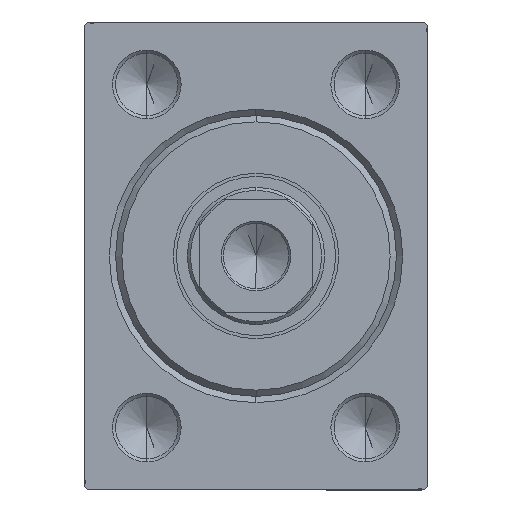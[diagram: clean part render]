
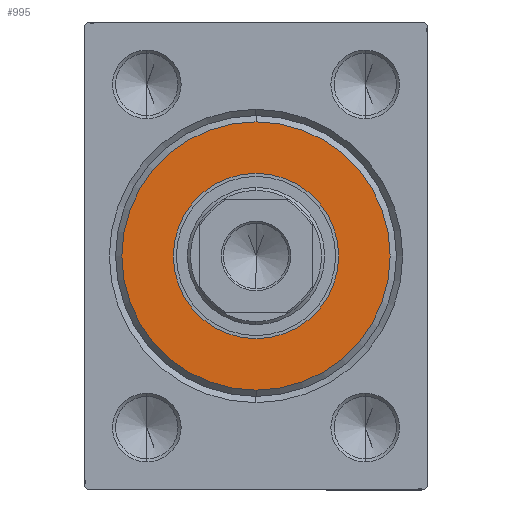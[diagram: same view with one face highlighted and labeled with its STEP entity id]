
A CAD part, left-side view. The second image highlights one B-rep face of the part: STEP entity #995.
In plain terms, the highlighted face is planar.
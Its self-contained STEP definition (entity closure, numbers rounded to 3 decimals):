
#233 = ORIENTED_EDGE ( 'NONE', *, *, #12682, .F. ) ;
#995 = ADVANCED_FACE ( 'NONE', ( #15872, #43519 ), #29465, .T. ) ;
#3204 = CARTESIAN_POINT ( 'NONE',  ( 3., 0., 0. ) ) ;
#3261 = VERTEX_POINT ( 'NONE', #41791 ) ;
#4199 = DIRECTION ( 'NONE',  ( 0., 0., -1. ) ) ;
#4587 = DIRECTION ( 'NONE',  ( 1., 0., 0. ) ) ;
#4864 = AXIS2_PLACEMENT_3D ( 'NONE', #13937, #41374, #4199 ) ;
#5165 = ORIENTED_EDGE ( 'NONE', *, *, #38817, .T. ) ;
#5265 = DIRECTION ( 'NONE',  ( 0., 0., -1. ) ) ;
#9114 = CARTESIAN_POINT ( 'NONE',  ( 3., 0., 0. ) ) ;
#11509 = CIRCLE ( 'NONE', #36842, 21.5 ) ;
#12596 = CARTESIAN_POINT ( 'NONE',  ( 3., 0., 21.5 ) ) ;
#12682 = EDGE_CURVE ( 'NONE', #23945, #14278, #39593, .T. ) ;
#13937 = CARTESIAN_POINT ( 'NONE',  ( 3., 0., 0. ) ) ;
#14278 = VERTEX_POINT ( 'NONE', #18567 ) ;
#15872 = FACE_OUTER_BOUND ( 'NONE', #34650, .T. ) ;
#16576 = ORIENTED_EDGE ( 'NONE', *, *, #43215, .T. ) ;
#18382 = CARTESIAN_POINT ( 'NONE',  ( 3., 0., 0. ) ) ;
#18567 = CARTESIAN_POINT ( 'NONE',  ( 3., 0., -13.25 ) ) ;
#19143 = VERTEX_POINT ( 'NONE', #12596 ) ;
#20087 = AXIS2_PLACEMENT_3D ( 'NONE', #9114, #40612, #23160 ) ;
#23160 = DIRECTION ( 'NONE',  ( 0., 0., -1. ) ) ;
#23945 = VERTEX_POINT ( 'NONE', #25400 ) ;
#25400 = CARTESIAN_POINT ( 'NONE',  ( 3., 0., 13.25 ) ) ;
#25867 = CIRCLE ( 'NONE', #20087, 21.5 ) ;
#27332 = EDGE_CURVE ( 'NONE', #14278, #23945, #42759, .T. ) ;
#28636 = EDGE_LOOP ( 'NONE', ( #37447, #233 ) ) ;
#29465 = PLANE ( 'NONE',  #31083 ) ;
#30358 = DIRECTION ( 'NONE',  ( 1., 0., 0. ) ) ;
#31083 = AXIS2_PLACEMENT_3D ( 'NONE', #33084, #4587, #35833 ) ;
#31185 = AXIS2_PLACEMENT_3D ( 'NONE', #3204, #30358, #33759 ) ;
#32205 = DIRECTION ( 'NONE',  ( 1., 0., 0. ) ) ;
#33084 = CARTESIAN_POINT ( 'NONE',  ( 3., 0., 0. ) ) ;
#33759 = DIRECTION ( 'NONE',  ( 0., 0., -1. ) ) ;
#34650 = EDGE_LOOP ( 'NONE', ( #5165, #16576 ) ) ;
#35833 = DIRECTION ( 'NONE',  ( 0., 0., -1. ) ) ;
#36842 = AXIS2_PLACEMENT_3D ( 'NONE', #18382, #32205, #5265 ) ;
#37447 = ORIENTED_EDGE ( 'NONE', *, *, #27332, .F. ) ;
#38817 = EDGE_CURVE ( 'NONE', #19143, #3261, #25867, .T. ) ;
#39593 = CIRCLE ( 'NONE', #4864, 13.25 ) ;
#40612 = DIRECTION ( 'NONE',  ( 1., 0., 0. ) ) ;
#41374 = DIRECTION ( 'NONE',  ( 1., 0., 0. ) ) ;
#41791 = CARTESIAN_POINT ( 'NONE',  ( 3., 0., -21.5 ) ) ;
#42759 = CIRCLE ( 'NONE', #31185, 13.25 ) ;
#43215 = EDGE_CURVE ( 'NONE', #3261, #19143, #11509, .T. ) ;
#43519 = FACE_BOUND ( 'NONE', #28636, .T. ) ;
